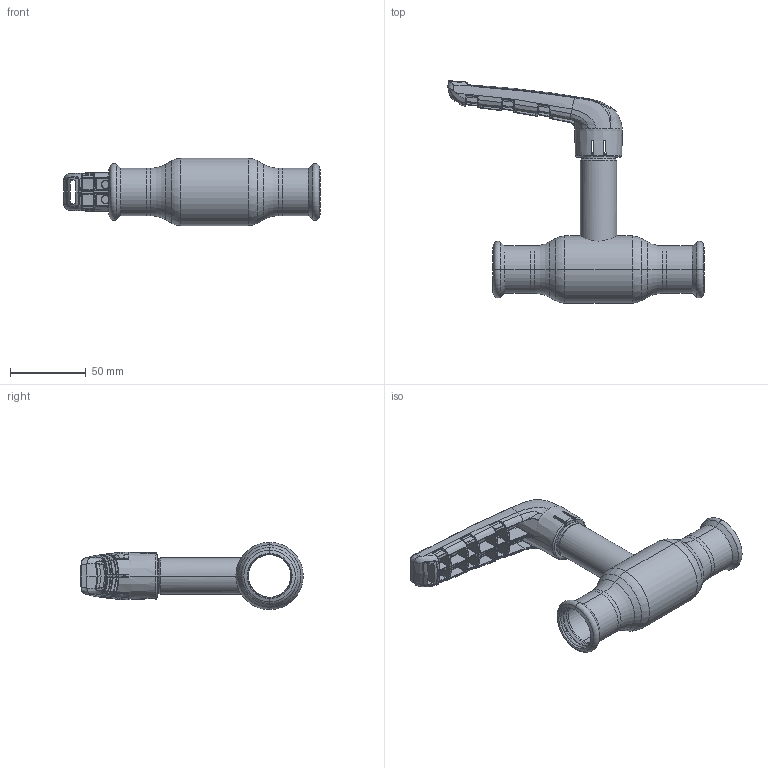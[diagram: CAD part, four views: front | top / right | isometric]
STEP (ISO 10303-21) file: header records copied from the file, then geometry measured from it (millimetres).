
FILE_DESCRIPTION (( 'STEP AP214' ), '1' );
FILE_NAME ('2025000101-xxxx.step', '2019-05-10T10:34:50', ( '' ), ( '' ), 'SwSTEP 2.0', 'SolidWorks 2017', '' );
FILE_SCHEMA (( 'AUTOMOTIVE_DESIGN' ));
Length unit declared in the file: millimetre
Products named in the file (1): 2025000101-xxxx
Bounding box: 169.37 x 147.06 x 44.5 mm (x, y, z)
Surface area: 45056.5 mm2 (no closed solid volume)
Topology: 0 solids, 10 shells, 710 faces, 2555 edges, 1739 vertices
Faces by surface type: bspline 565, plane 47, cylinder 33, cone 32, torus 25, sphere 8
Entity records: 58245 total; most frequent: CARTESIAN_POINT 34690, ORIENTED_EDGE 3988, EDGE_CURVE 2543, B_SPLINE_CURVE_WITH_KNOTS 1834, VERTEX_POINT 1735, DIRECTION 1562, EDGE_LOOP 732, UNCERTAINTY_MEASURE_WITH_UNIT 712
